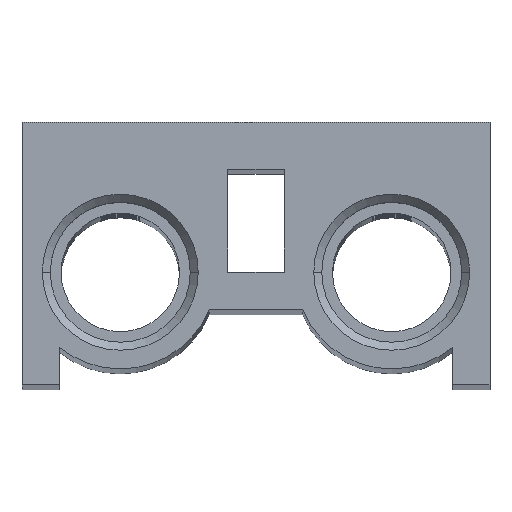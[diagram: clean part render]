
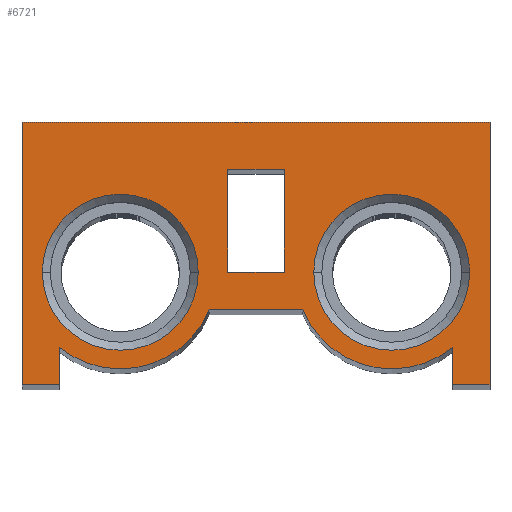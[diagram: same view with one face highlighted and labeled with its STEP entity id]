
A CAD part, top view. The second image highlights one B-rep face of the part: STEP entity #6721.
In plain terms, the highlighted planar face has unit normal (0, 0, 1).
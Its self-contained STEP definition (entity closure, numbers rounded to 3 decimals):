
#52 = EDGE_CURVE ( 'NONE', #3915, #6981, #2614, .T. ) ;
#59 = VERTEX_POINT ( 'NONE', #791 ) ;
#71 = DIRECTION ( 'NONE',  ( -1., 0., 0. ) ) ;
#122 = VECTOR ( 'NONE', #5494, 1000. ) ;
#176 = VERTEX_POINT ( 'NONE', #1023 ) ;
#198 = CIRCLE ( 'NONE', #5537, 8.331 ) ;
#209 = LINE ( 'NONE', #6118, #559 ) ;
#272 = CIRCLE ( 'NONE', #5990, 8.331 ) ;
#319 = EDGE_CURVE ( 'NONE', #5070, #4160, #3000, .T. ) ;
#350 = CARTESIAN_POINT ( 'NONE',  ( 25., 28., 306. ) ) ;
#353 = CIRCLE ( 'NONE', #856, 8.331 ) ;
#434 = CARTESIAN_POINT ( 'NONE',  ( 21., 0., 306. ) ) ;
#450 = VERTEX_POINT ( 'NONE', #5974 ) ;
#470 = EDGE_LOOP ( 'NONE', ( #2254, #6674 ) ) ;
#498 = CARTESIAN_POINT ( 'NONE',  ( -4.975, 8., 306. ) ) ;
#559 = VECTOR ( 'NONE', #4917, 1000. ) ;
#594 = FACE_BOUND ( 'NONE', #470, .T. ) ;
#608 = VERTEX_POINT ( 'NONE', #6854 ) ;
#634 = VERTEX_POINT ( 'NONE', #6500 ) ;
#742 = EDGE_CURVE ( 'NONE', #5679, #2462, #3566, .T. ) ;
#753 = CARTESIAN_POINT ( 'NONE',  ( -21., 3.97, 306. ) ) ;
#791 = CARTESIAN_POINT ( 'NONE',  ( -25., 28., 306. ) ) ;
#856 = AXIS2_PLACEMENT_3D ( 'NONE', #6176, #3217, #3101 ) ;
#895 = EDGE_CURVE ( 'NONE', #450, #3915, #6306, .T. ) ;
#974 = EDGE_CURVE ( 'NONE', #3245, #450, #7456, .T. ) ;
#1023 = CARTESIAN_POINT ( 'NONE',  ( 4.975, 8., 306. ) ) ;
#1030 = LINE ( 'NONE', #5845, #5051 ) ;
#1072 = CIRCLE ( 'NONE', #5656, 10.331 ) ;
#1160 = EDGE_LOOP ( 'NONE', ( #3643, #2542, #3414, #4614, #5388, #5702, #2381, #6884, #6865, #1467 ) ) ;
#1362 = EDGE_CURVE ( 'NONE', #608, #4751, #5532, .T. ) ;
#1417 = ORIENTED_EDGE ( 'NONE', *, *, #319, .F. ) ;
#1467 = ORIENTED_EDGE ( 'NONE', *, *, #6450, .T. ) ;
#1600 = ORIENTED_EDGE ( 'NONE', *, *, #3806, .F. ) ;
#1602 = EDGE_CURVE ( 'NONE', #4160, #4283, #1030, .T. ) ;
#1640 = VECTOR ( 'NONE', #2949, 1000. ) ;
#1711 = CARTESIAN_POINT ( 'NONE',  ( 3., 12., 306. ) ) ;
#1755 = CARTESIAN_POINT ( 'NONE',  ( 25., 0., 306. ) ) ;
#1760 = LINE ( 'NONE', #6576, #4294 ) ;
#1800 = VERTEX_POINT ( 'NONE', #4728 ) ;
#1821 = CARTESIAN_POINT ( 'NONE',  ( -14.5, 12., 306. ) ) ;
#1841 = DIRECTION ( 'NONE',  ( 0., 0., 1. ) ) ;
#1897 = DIRECTION ( 'NONE',  ( -1., 0., 0. ) ) ;
#1923 = VECTOR ( 'NONE', #6437, 1000. ) ;
#1940 = VERTEX_POINT ( 'NONE', #7012 ) ;
#2208 = CARTESIAN_POINT ( 'NONE',  ( -21., 0., 306. ) ) ;
#2254 = ORIENTED_EDGE ( 'NONE', *, *, #5267, .T. ) ;
#2381 = ORIENTED_EDGE ( 'NONE', *, *, #974, .T. ) ;
#2400 = ORIENTED_EDGE ( 'NONE', *, *, #6537, .T. ) ;
#2421 = DIRECTION ( 'NONE',  ( 0., -1., 0. ) ) ;
#2433 = VERTEX_POINT ( 'NONE', #5728 ) ;
#2459 = CARTESIAN_POINT ( 'NONE',  ( 14.5, 12., 306. ) ) ;
#2462 = VERTEX_POINT ( 'NONE', #7595 ) ;
#2492 = EDGE_CURVE ( 'NONE', #2462, #176, #6835, .T. ) ;
#2524 = EDGE_CURVE ( 'NONE', #59, #608, #6874, .T. ) ;
#2542 = ORIENTED_EDGE ( 'NONE', *, *, #1362, .T. ) ;
#2614 = LINE ( 'NONE', #4990, #2656 ) ;
#2634 = CARTESIAN_POINT ( 'NONE',  ( -3., 12., 306. ) ) ;
#2656 = VECTOR ( 'NONE', #6085, 1000. ) ;
#2690 = AXIS2_PLACEMENT_3D ( 'NONE', #3114, #3742, #7353 ) ;
#2832 = VECTOR ( 'NONE', #6254, 1000. ) ;
#2948 = EDGE_CURVE ( 'NONE', #1940, #6595, #353, .T. ) ;
#2949 = DIRECTION ( 'NONE',  ( 0., 1., 0. ) ) ;
#3000 = LINE ( 'NONE', #4803, #4698 ) ;
#3101 = DIRECTION ( 'NONE',  ( -1., 0., 0. ) ) ;
#3114 = CARTESIAN_POINT ( 'NONE',  ( -14.5, 12., 306. ) ) ;
#3152 = VECTOR ( 'NONE', #6341, 1000. ) ;
#3216 = ORIENTED_EDGE ( 'NONE', *, *, #6814, .F. ) ;
#3217 = DIRECTION ( 'NONE',  ( 0., 0., -1. ) ) ;
#3245 = VERTEX_POINT ( 'NONE', #7326 ) ;
#3382 = DIRECTION ( 'NONE',  ( -1., 0., 0. ) ) ;
#3414 = ORIENTED_EDGE ( 'NONE', *, *, #4183, .T. ) ;
#3464 = CARTESIAN_POINT ( 'NONE',  ( 3., 23., 306. ) ) ;
#3542 = DIRECTION ( 'NONE',  ( 1., 0., 0. ) ) ;
#3566 = CIRCLE ( 'NONE', #2690, 10.331 ) ;
#3643 = ORIENTED_EDGE ( 'NONE', *, *, #2524, .T. ) ;
#3683 = DIRECTION ( 'NONE',  ( 0., 0., -1. ) ) ;
#3742 = DIRECTION ( 'NONE',  ( 0., 0., 1. ) ) ;
#3806 = EDGE_CURVE ( 'NONE', #634, #5070, #6491, .T. ) ;
#3852 = LINE ( 'NONE', #2208, #1640 ) ;
#3853 = ORIENTED_EDGE ( 'NONE', *, *, #2948, .T. ) ;
#3866 = DIRECTION ( 'NONE',  ( 0., 0., -1. ) ) ;
#3915 = VERTEX_POINT ( 'NONE', #1755 ) ;
#4074 = EDGE_LOOP ( 'NONE', ( #1417, #1600, #3216, #7614 ) ) ;
#4135 = PLANE ( 'NONE',  #4426 ) ;
#4160 = VERTEX_POINT ( 'NONE', #2634 ) ;
#4183 = EDGE_CURVE ( 'NONE', #4751, #5679, #3852, .T. ) ;
#4283 = VERTEX_POINT ( 'NONE', #1711 ) ;
#4294 = VECTOR ( 'NONE', #5919, 1000. ) ;
#4364 = VECTOR ( 'NONE', #3382, 1000. ) ;
#4426 = AXIS2_PLACEMENT_3D ( 'NONE', #5877, #7628, #3542 ) ;
#4462 = VECTOR ( 'NONE', #7495, 1000. ) ;
#4471 = EDGE_CURVE ( 'NONE', #1800, #2433, #272, .T. ) ;
#4541 = EDGE_LOOP ( 'NONE', ( #3853, #2400 ) ) ;
#4546 = CARTESIAN_POINT ( 'NONE',  ( 21., 3.97, 306. ) ) ;
#4614 = ORIENTED_EDGE ( 'NONE', *, *, #742, .T. ) ;
#4698 = VECTOR ( 'NONE', #2421, 1000. ) ;
#4728 = CARTESIAN_POINT ( 'NONE',  ( -22.831, 12., 306. ) ) ;
#4751 = VERTEX_POINT ( 'NONE', #5909 ) ;
#4761 = FACE_BOUND ( 'NONE', #4074, .T. ) ;
#4803 = CARTESIAN_POINT ( 'NONE',  ( -3., 23., 306. ) ) ;
#4827 = DIRECTION ( 'NONE',  ( 0., 0., -1. ) ) ;
#4913 = CARTESIAN_POINT ( 'NONE',  ( -25., 0., 306. ) ) ;
#4917 = DIRECTION ( 'NONE',  ( -1., 0., 0. ) ) ;
#4957 = CARTESIAN_POINT ( 'NONE',  ( 14.5, 12., 306. ) ) ;
#4990 = CARTESIAN_POINT ( 'NONE',  ( 25., 0., 306. ) ) ;
#5051 = VECTOR ( 'NONE', #5772, 1000. ) ;
#5070 = VERTEX_POINT ( 'NONE', #5235 ) ;
#5156 = AXIS2_PLACEMENT_3D ( 'NONE', #4957, #3866, #6193 ) ;
#5235 = CARTESIAN_POINT ( 'NONE',  ( -3., 23., 306. ) ) ;
#5267 = EDGE_CURVE ( 'NONE', #2433, #1800, #198, .T. ) ;
#5297 = FACE_OUTER_BOUND ( 'NONE', #1160, .T. ) ;
#5388 = ORIENTED_EDGE ( 'NONE', *, *, #2492, .T. ) ;
#5494 = DIRECTION ( 'NONE',  ( 1., 0., 0. ) ) ;
#5532 = LINE ( 'NONE', #4913, #122 ) ;
#5537 = AXIS2_PLACEMENT_3D ( 'NONE', #1821, #3683, #1897 ) ;
#5656 = AXIS2_PLACEMENT_3D ( 'NONE', #2459, #1841, #7164 ) ;
#5679 = VERTEX_POINT ( 'NONE', #753 ) ;
#5702 = ORIENTED_EDGE ( 'NONE', *, *, #6799, .T. ) ;
#5728 = CARTESIAN_POINT ( 'NONE',  ( -6.169, 12., 306. ) ) ;
#5765 = CARTESIAN_POINT ( 'NONE',  ( 6.169, 12., 306. ) ) ;
#5772 = DIRECTION ( 'NONE',  ( 1., 0., 0. ) ) ;
#5845 = CARTESIAN_POINT ( 'NONE',  ( -3., 12., 306. ) ) ;
#5877 = CARTESIAN_POINT ( 'NONE',  ( -14.5, 12., 306. ) ) ;
#5909 = CARTESIAN_POINT ( 'NONE',  ( -21., 0., 306. ) ) ;
#5919 = DIRECTION ( 'NONE',  ( 0., 1., 0. ) ) ;
#5974 = CARTESIAN_POINT ( 'NONE',  ( 21., 0., 306. ) ) ;
#5990 = AXIS2_PLACEMENT_3D ( 'NONE', #6522, #4827, #71 ) ;
#6085 = DIRECTION ( 'NONE',  ( 0., 1., 0. ) ) ;
#6118 = CARTESIAN_POINT ( 'NONE',  ( 25., 28., 306. ) ) ;
#6176 = CARTESIAN_POINT ( 'NONE',  ( 14.5, 12., 306. ) ) ;
#6193 = DIRECTION ( 'NONE',  ( -1., 0., 0. ) ) ;
#6254 = DIRECTION ( 'NONE',  ( 1., 0., 0. ) ) ;
#6306 = LINE ( 'NONE', #434, #3152 ) ;
#6341 = DIRECTION ( 'NONE',  ( 1., 0., 0. ) ) ;
#6437 = DIRECTION ( 'NONE',  ( 0., -1., 0. ) ) ;
#6450 = EDGE_CURVE ( 'NONE', #6981, #59, #209, .T. ) ;
#6491 = LINE ( 'NONE', #3464, #4364 ) ;
#6500 = CARTESIAN_POINT ( 'NONE',  ( 3., 23., 306. ) ) ;
#6522 = CARTESIAN_POINT ( 'NONE',  ( -14.5, 12., 306. ) ) ;
#6537 = EDGE_CURVE ( 'NONE', #6595, #1940, #7514, .T. ) ;
#6576 = CARTESIAN_POINT ( 'NONE',  ( 3., 12., 306. ) ) ;
#6595 = VERTEX_POINT ( 'NONE', #5765 ) ;
#6674 = ORIENTED_EDGE ( 'NONE', *, *, #4471, .T. ) ;
#6721 = ADVANCED_FACE ( 'NONE', ( #594, #4761, #7082, #5297 ), #4135, .T. ) ;
#6799 = EDGE_CURVE ( 'NONE', #176, #3245, #1072, .T. ) ;
#6814 = EDGE_CURVE ( 'NONE', #4283, #634, #1760, .T. ) ;
#6835 = LINE ( 'NONE', #498, #2832 ) ;
#6854 = CARTESIAN_POINT ( 'NONE',  ( -25., 0., 306. ) ) ;
#6865 = ORIENTED_EDGE ( 'NONE', *, *, #52, .T. ) ;
#6874 = LINE ( 'NONE', #6916, #4462 ) ;
#6884 = ORIENTED_EDGE ( 'NONE', *, *, #895, .T. ) ;
#6916 = CARTESIAN_POINT ( 'NONE',  ( -25., 28., 306. ) ) ;
#6981 = VERTEX_POINT ( 'NONE', #350 ) ;
#7012 = CARTESIAN_POINT ( 'NONE',  ( 22.831, 12., 306. ) ) ;
#7082 = FACE_BOUND ( 'NONE', #4541, .T. ) ;
#7164 = DIRECTION ( 'NONE',  ( 1., 0., 0. ) ) ;
#7326 = CARTESIAN_POINT ( 'NONE',  ( 21., 3.97, 306. ) ) ;
#7353 = DIRECTION ( 'NONE',  ( 1., 0., 0. ) ) ;
#7456 = LINE ( 'NONE', #4546, #1923 ) ;
#7495 = DIRECTION ( 'NONE',  ( 0., -1., 0. ) ) ;
#7514 = CIRCLE ( 'NONE', #5156, 8.331 ) ;
#7595 = CARTESIAN_POINT ( 'NONE',  ( -4.975, 8., 306. ) ) ;
#7614 = ORIENTED_EDGE ( 'NONE', *, *, #1602, .F. ) ;
#7628 = DIRECTION ( 'NONE',  ( 0., 0., 1. ) ) ;
